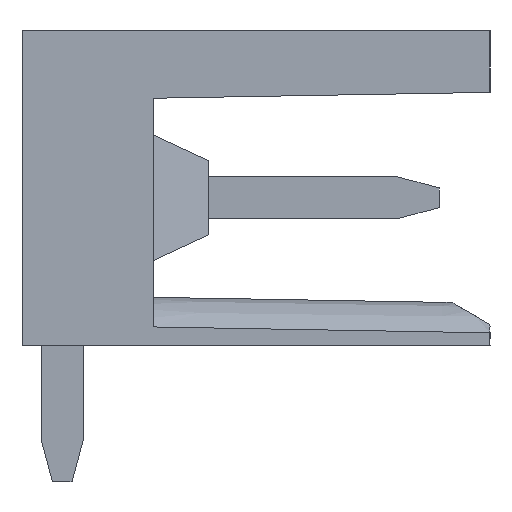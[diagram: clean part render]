
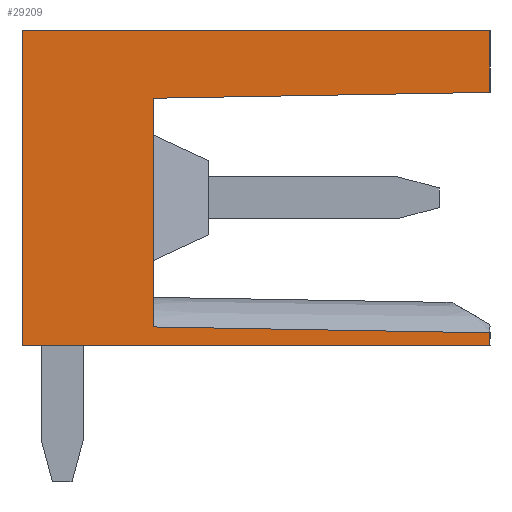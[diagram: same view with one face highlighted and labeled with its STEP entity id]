
A CAD part, left-side view. The second image highlights one B-rep face of the part: STEP entity #29209.
In plain terms, the highlighted planar face has unit normal (-1, 0, 0).
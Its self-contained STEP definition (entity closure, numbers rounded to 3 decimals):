
#29159=AXIS2_PLACEMENT_3D('Plane Axis2P3D',#29156,#29157,#29158) ;
#28316=CARTESIAN_POINT('Vertex',(0.,0.,3.511)) ;
#28330=CARTESIAN_POINT('Vertex',(0.,7.95,3.65)) ;
#28334=CARTESIAN_POINT('Control Point',(0.,0.,3.511)) ;
#28335=CARTESIAN_POINT('Control Point',(0.,7.95,3.65)) ;
#28931=CARTESIAN_POINT('Vertex',(0.,0.,9.189)) ;
#28934=CARTESIAN_POINT('Line Origine',(0.,3.975,9.119)) ;
#28938=CARTESIAN_POINT('Vertex',(0.,7.95,9.05)) ;
#29156=CARTESIAN_POINT('Axis2P3D Location',(0.,0.,0.)) ;
#29161=CARTESIAN_POINT('Line Origine',(0.,0.,9.919)) ;
#29165=CARTESIAN_POINT('Vertex',(0.,0.,10.65)) ;
#29168=CARTESIAN_POINT('Line Origine',(0.,5.525,10.65)) ;
#29172=CARTESIAN_POINT('Vertex',(0.,11.05,10.65)) ;
#29175=CARTESIAN_POINT('Line Origine',(0.,11.05,6.925)) ;
#29179=CARTESIAN_POINT('Vertex',(0.,11.05,3.2)) ;
#29182=CARTESIAN_POINT('Line Origine',(0.,5.525,3.2)) ;
#29186=CARTESIAN_POINT('Vertex',(0.,0.,3.2)) ;
#29189=CARTESIAN_POINT('Line Origine',(0.,0.,3.356)) ;
#29194=CARTESIAN_POINT('Line Origine',(0.,7.95,6.35)) ;
#28935=DIRECTION('Vector Direction',(0.,-1.,0.017)) ;
#29157=DIRECTION('Axis2P3D Direction',(-1.,0.,0.)) ;
#29158=DIRECTION('Axis2P3D XDirection',(0.,-1.,0.)) ;
#29162=DIRECTION('Vector Direction',(0.,0.,-1.)) ;
#29169=DIRECTION('Vector Direction',(0.,-1.,0.)) ;
#29176=DIRECTION('Vector Direction',(0.,0.,1.)) ;
#29183=DIRECTION('Vector Direction',(0.,1.,0.)) ;
#29190=DIRECTION('Vector Direction',(0.,0.,-1.)) ;
#29195=DIRECTION('Vector Direction',(0.,0.,1.)) ;
#28936=VECTOR('Line Direction',#28935,1.) ;
#29163=VECTOR('Line Direction',#29162,1.) ;
#29170=VECTOR('Line Direction',#29169,1.) ;
#29177=VECTOR('Line Direction',#29176,1.) ;
#29184=VECTOR('Line Direction',#29183,1.) ;
#29191=VECTOR('Line Direction',#29190,1.) ;
#29196=VECTOR('Line Direction',#29195,1.) ;
#29200=ORIENTED_EDGE('',*,*,#29167,.T.) ;
#29201=ORIENTED_EDGE('',*,*,#29174,.T.) ;
#29202=ORIENTED_EDGE('',*,*,#29181,.T.) ;
#29203=ORIENTED_EDGE('',*,*,#29188,.T.) ;
#29204=ORIENTED_EDGE('',*,*,#29193,.T.) ;
#29205=ORIENTED_EDGE('',*,*,#28336,.F.) ;
#29206=ORIENTED_EDGE('',*,*,#29198,.F.) ;
#29207=ORIENTED_EDGE('',*,*,#28940,.F.) ;
#29209=ADVANCED_FACE('HOUSING',(#29208),#29160,.T.) ;
#28333=B_SPLINE_CURVE_WITH_KNOTS('',1,(#28334,#28335),.UNSPECIFIED.,.F.,.U.,(2,2),(-3.976,3.976),.UNSPECIFIED.) ;
#28336=EDGE_CURVE('',#28331,#28317,#28333,.F.) ;
#28940=EDGE_CURVE('',#28932,#28939,#28937,.F.) ;
#29167=EDGE_CURVE('',#28932,#29166,#29164,.F.) ;
#29174=EDGE_CURVE('',#29166,#29173,#29171,.F.) ;
#29181=EDGE_CURVE('',#29173,#29180,#29178,.F.) ;
#29188=EDGE_CURVE('',#29180,#29187,#29185,.F.) ;
#29193=EDGE_CURVE('',#29187,#28317,#29192,.F.) ;
#29198=EDGE_CURVE('',#28939,#28331,#29197,.F.) ;
#29199=EDGE_LOOP('',(#29200,#29201,#29202,#29203,#29204,#29205,#29206,#29207)) ;
#29208=FACE_OUTER_BOUND('',#29199,.T.) ;
#28937=LINE('Line',#28934,#28936) ;
#29164=LINE('Line',#29161,#29163) ;
#29171=LINE('Line',#29168,#29170) ;
#29178=LINE('Line',#29175,#29177) ;
#29185=LINE('Line',#29182,#29184) ;
#29192=LINE('Line',#29189,#29191) ;
#29197=LINE('Line',#29194,#29196) ;
#29160=PLANE('',#29159) ;
#28317=VERTEX_POINT('',#28316) ;
#28331=VERTEX_POINT('',#28330) ;
#28932=VERTEX_POINT('',#28931) ;
#28939=VERTEX_POINT('',#28938) ;
#29166=VERTEX_POINT('',#29165) ;
#29173=VERTEX_POINT('',#29172) ;
#29180=VERTEX_POINT('',#29179) ;
#29187=VERTEX_POINT('',#29186) ;
